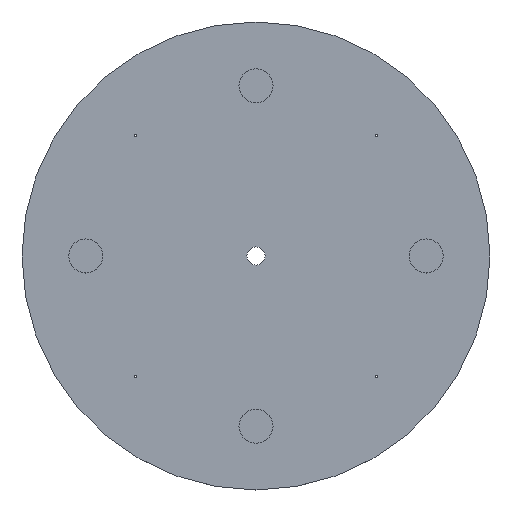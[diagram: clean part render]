
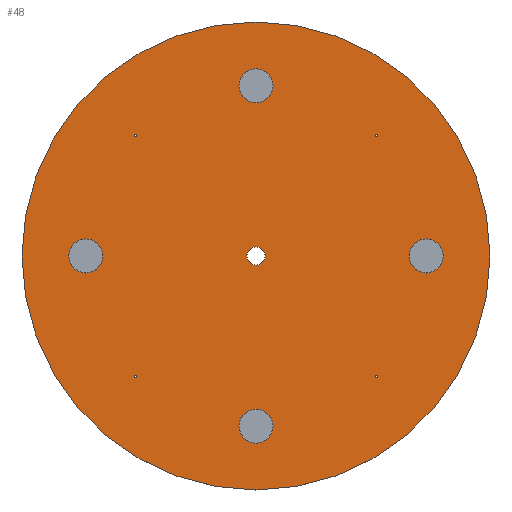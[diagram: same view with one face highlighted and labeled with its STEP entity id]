
A CAD part, top view. The second image highlights one B-rep face of the part: STEP entity #48.
In plain terms, the highlighted planar face has unit normal (0, 0, 1).
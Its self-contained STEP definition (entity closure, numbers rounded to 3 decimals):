
#48=ADVANCED_FACE('',(#309,#311,#313,#315,#317,#319,#321,#323,#325,#327),#329,.T.);
#309=FACE_BOUND('',#310,.T.);
#310=EDGE_LOOP('',(#586));
#311=FACE_BOUND('',#312,.T.);
#312=EDGE_LOOP('',(#587));
#313=FACE_BOUND('',#314,.T.);
#314=EDGE_LOOP('',(#588));
#315=FACE_BOUND('',#316,.T.);
#316=EDGE_LOOP('',(#589));
#317=FACE_BOUND('',#318,.T.);
#318=EDGE_LOOP('',(#590));
#319=FACE_BOUND('',#320,.T.);
#320=EDGE_LOOP('',(#591));
#321=FACE_BOUND('',#322,.T.);
#322=EDGE_LOOP('',(#592));
#323=FACE_BOUND('',#324,.T.);
#324=EDGE_LOOP('',(#593));
#325=FACE_BOUND('',#326,.T.);
#326=EDGE_LOOP('',(#594));
#327=FACE_BOUND('',#328,.T.);
#328=EDGE_LOOP('',(#595));
#329=PLANE('',#330);
#330=AXIS2_PLACEMENT_3D('',#331,#332,#333);
#331=CARTESIAN_POINT('',(0.,0.,3.));
#332=DIRECTION('',(0.,0.,1.));
#333=DIRECTION('',(-1.,0.,0.));
#586=ORIENTED_EDGE('',*,*,#652,.T.);
#587=ORIENTED_EDGE('',*,*,#653,.T.);
#588=ORIENTED_EDGE('',*,*,#654,.T.);
#589=ORIENTED_EDGE('',*,*,#655,.T.);
#590=ORIENTED_EDGE('',*,*,#656,.T.);
#591=ORIENTED_EDGE('',*,*,#657,.T.);
#592=ORIENTED_EDGE('',*,*,#658,.F.);
#593=ORIENTED_EDGE('',*,*,#659,.F.);
#594=ORIENTED_EDGE('',*,*,#660,.F.);
#595=ORIENTED_EDGE('',*,*,#661,.F.);
#652=EDGE_CURVE('',#685,#685,#686,.T.);
#653=EDGE_CURVE('',#687,#687,#688,.T.);
#654=EDGE_CURVE('',#689,#689,#690,.F.);
#655=EDGE_CURVE('',#691,#691,#692,.F.);
#656=EDGE_CURVE('',#693,#693,#694,.F.);
#657=EDGE_CURVE('',#695,#695,#696,.F.);
#658=EDGE_CURVE('',#697,#697,#698,.T.);
#659=EDGE_CURVE('',#699,#699,#700,.T.);
#660=EDGE_CURVE('',#701,#701,#702,.T.);
#661=EDGE_CURVE('',#703,#703,#704,.T.);
#685=VERTEX_POINT('',#751);
#686=CIRCLE('',#752,82.5);
#687=VERTEX_POINT('',#756);
#688=CIRCLE('',#757,3.2);
#689=VERTEX_POINT('',#761);
#690=CIRCLE('',#762,0.45);
#691=VERTEX_POINT('',#766);
#692=CIRCLE('',#767,0.45);
#693=VERTEX_POINT('',#771);
#694=CIRCLE('',#772,0.45);
#695=VERTEX_POINT('',#776);
#696=CIRCLE('',#777,0.45);
#697=VERTEX_POINT('',#781);
#698=CIRCLE('',#782,6.);
#699=VERTEX_POINT('',#786);
#700=CIRCLE('',#787,6.);
#701=VERTEX_POINT('',#791);
#702=CIRCLE('',#792,6.);
#703=VERTEX_POINT('',#796);
#704=CIRCLE('',#797,6.);
#751=CARTESIAN_POINT('',(-82.5,0.,3.));
#752=AXIS2_PLACEMENT_3D('',#753,#754,#755);
#753=CARTESIAN_POINT('',(0.,0.,3.));
#754=DIRECTION('',(0.,0.,1.));
#755=DIRECTION('',(-1.,0.,0.));
#756=CARTESIAN_POINT('',(3.2,0.,3.));
#757=AXIS2_PLACEMENT_3D('',#758,#759,#760);
#758=CARTESIAN_POINT('',(0.,0.,3.));
#759=DIRECTION('',(0.,0.,-1.));
#760=DIRECTION('',(1.,0.,0.));
#761=CARTESIAN_POINT('',(42.426,-42.876,3.));
#762=AXIS2_PLACEMENT_3D('',#763,#764,#765);
#763=CARTESIAN_POINT('',(42.426,-42.426,3.));
#764=DIRECTION('',(0.,0.,1.));
#765=DIRECTION('',(0.,-1.,0.));
#766=CARTESIAN_POINT('',(42.426,41.976,3.));
#767=AXIS2_PLACEMENT_3D('',#768,#769,#770);
#768=CARTESIAN_POINT('',(42.426,42.426,3.));
#769=DIRECTION('',(0.,0.,1.));
#770=DIRECTION('',(0.,-1.,0.));
#771=CARTESIAN_POINT('',(-42.426,41.976,3.));
#772=AXIS2_PLACEMENT_3D('',#773,#774,#775);
#773=CARTESIAN_POINT('',(-42.426,42.426,3.));
#774=DIRECTION('',(0.,0.,1.));
#775=DIRECTION('',(0.,-1.,0.));
#776=CARTESIAN_POINT('',(-42.426,-42.876,3.));
#777=AXIS2_PLACEMENT_3D('',#778,#779,#780);
#778=CARTESIAN_POINT('',(-42.426,-42.426,3.));
#779=DIRECTION('',(0.,0.,1.));
#780=DIRECTION('',(0.,-1.,0.));
#781=CARTESIAN_POINT('',(-66.,0.,3.));
#782=AXIS2_PLACEMENT_3D('',#783,#784,#785);
#783=CARTESIAN_POINT('',(-60.,0.,3.));
#784=DIRECTION('',(0.,0.,1.));
#785=DIRECTION('',(-1.,0.,0.));
#786=CARTESIAN_POINT('',(0.,66.,3.));
#787=AXIS2_PLACEMENT_3D('',#788,#789,#790);
#788=CARTESIAN_POINT('',(0.,60.,3.));
#789=DIRECTION('',(0.,0.,1.));
#790=DIRECTION('',(0.,1.,0.));
#791=CARTESIAN_POINT('',(66.,0.,3.));
#792=AXIS2_PLACEMENT_3D('',#793,#794,#795);
#793=CARTESIAN_POINT('',(60.,0.,3.));
#794=DIRECTION('',(0.,0.,1.));
#795=DIRECTION('',(1.,0.,0.));
#796=CARTESIAN_POINT('',(0.,-66.,3.));
#797=AXIS2_PLACEMENT_3D('',#798,#799,#800);
#798=CARTESIAN_POINT('',(0.,-60.,3.));
#799=DIRECTION('',(0.,0.,1.));
#800=DIRECTION('',(0.,-1.,0.));
